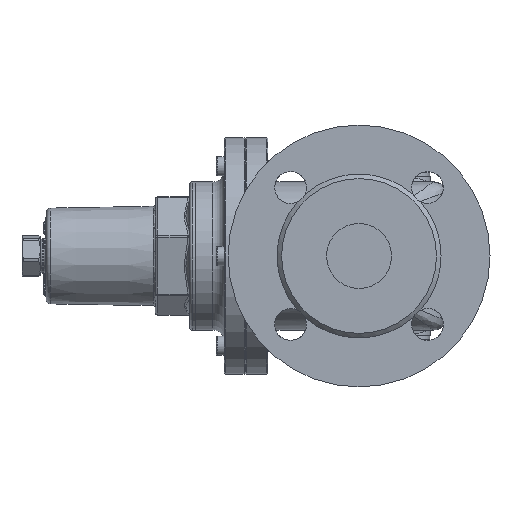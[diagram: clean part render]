
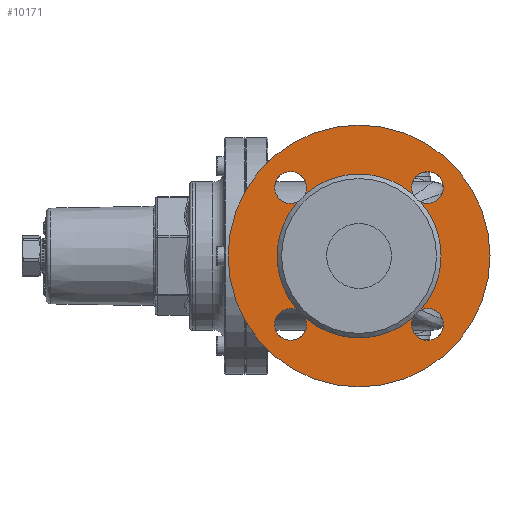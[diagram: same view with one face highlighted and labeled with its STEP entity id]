
A CAD part, left-side view. The second image highlights one B-rep face of the part: STEP entity #10171.
In plain terms, the highlighted planar face has unit normal (-1, 0, 0).
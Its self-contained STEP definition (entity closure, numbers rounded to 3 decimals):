
#1029=FACE_BOUND('',#1945,.T.);
#1100=PLANE('',#10892);
#1317=FACE_OUTER_BOUND('',#1944,.T.);
#1944=EDGE_LOOP('',(#6844));
#1945=EDGE_LOOP('',(#6845,#6846,#6847,#6848,#6849,#6850,#6851,#6852,#6853,
#6854,#6855,#6856,#6857));
#2600=CIRCLE('',#10863,7.);
#2601=CIRCLE('',#10864,7.);
#2602=CIRCLE('',#10866,7.);
#2603=CIRCLE('',#10867,7.);
#2604=CIRCLE('',#10869,7.);
#2605=CIRCLE('',#10870,7.);
#2606=CIRCLE('',#10872,7.);
#2607=CIRCLE('',#10873,7.);
#2609=CIRCLE('',#10876,57.5);
#2616=CIRCLE('',#10886,36.);
#2617=CIRCLE('',#10887,36.);
#2618=CIRCLE('',#10888,36.);
#2620=CIRCLE('',#10890,36.);
#2621=CIRCLE('',#10891,36.);
#3850=VERTEX_POINT('',#15569);
#3851=VERTEX_POINT('',#15570);
#3852=VERTEX_POINT('',#15572);
#3855=VERTEX_POINT('',#15626);
#3856=VERTEX_POINT('',#15627);
#3857=VERTEX_POINT('',#15629);
#3860=VERTEX_POINT('',#15683);
#3861=VERTEX_POINT('',#15684);
#3862=VERTEX_POINT('',#15686);
#3865=VERTEX_POINT('',#15740);
#3866=VERTEX_POINT('',#15741);
#3867=VERTEX_POINT('',#15752);
#3872=VERTEX_POINT('',#15800);
#3880=VERTEX_POINT('',#15889);
#4993=EDGE_CURVE('',#3850,#3851,#2600,.T.);
#4995=EDGE_CURVE('',#3851,#3852,#2601,.T.);
#4999=EDGE_CURVE('',#3855,#3856,#2602,.T.);
#5001=EDGE_CURVE('',#3856,#3857,#2603,.T.);
#5005=EDGE_CURVE('',#3860,#3861,#2604,.T.);
#5007=EDGE_CURVE('',#3861,#3862,#2605,.T.);
#5012=EDGE_CURVE('',#3867,#3865,#2606,.T.);
#5016=EDGE_CURVE('',#3866,#3867,#2607,.T.);
#5019=EDGE_CURVE('',#3872,#3872,#2609,.T.);
#5028=EDGE_CURVE('',#3865,#3850,#2616,.T.);
#5029=EDGE_CURVE('',#3862,#3866,#2617,.T.);
#5030=EDGE_CURVE('',#3880,#3860,#2618,.T.);
#5033=EDGE_CURVE('',#3857,#3880,#2620,.T.);
#5034=EDGE_CURVE('',#3852,#3855,#2621,.T.);
#6844=ORIENTED_EDGE('',*,*,#5019,.F.);
#6845=ORIENTED_EDGE('',*,*,#4993,.T.);
#6846=ORIENTED_EDGE('',*,*,#4995,.T.);
#6847=ORIENTED_EDGE('',*,*,#5034,.T.);
#6848=ORIENTED_EDGE('',*,*,#4999,.T.);
#6849=ORIENTED_EDGE('',*,*,#5001,.T.);
#6850=ORIENTED_EDGE('',*,*,#5033,.T.);
#6851=ORIENTED_EDGE('',*,*,#5030,.T.);
#6852=ORIENTED_EDGE('',*,*,#5005,.T.);
#6853=ORIENTED_EDGE('',*,*,#5007,.T.);
#6854=ORIENTED_EDGE('',*,*,#5029,.T.);
#6855=ORIENTED_EDGE('',*,*,#5016,.T.);
#6856=ORIENTED_EDGE('',*,*,#5012,.T.);
#6857=ORIENTED_EDGE('',*,*,#5028,.T.);
#10171=ADVANCED_FACE('',(#1317,#1029),#1100,.T.);
#10863=AXIS2_PLACEMENT_3D('',#15571,#11864,#11865);
#10864=AXIS2_PLACEMENT_3D('',#15583,#11866,#11867);
#10866=AXIS2_PLACEMENT_3D('',#15628,#11871,#11872);
#10867=AXIS2_PLACEMENT_3D('',#15640,#11873,#11874);
#10869=AXIS2_PLACEMENT_3D('',#15685,#11878,#11879);
#10870=AXIS2_PLACEMENT_3D('',#15697,#11880,#11881);
#10872=AXIS2_PLACEMENT_3D('',#15753,#11885,#11886);
#10873=AXIS2_PLACEMENT_3D('',#15795,#11888,#11889);
#10876=AXIS2_PLACEMENT_3D('',#15802,#11895,#11896);
#10886=AXIS2_PLACEMENT_3D('',#15887,#11915,#11916);
#10887=AXIS2_PLACEMENT_3D('',#15888,#11917,#11918);
#10888=AXIS2_PLACEMENT_3D('',#15890,#11919,#11920);
#10890=AXIS2_PLACEMENT_3D('',#15894,#11924,#11925);
#10891=AXIS2_PLACEMENT_3D('',#15895,#11926,#11927);
#10892=AXIS2_PLACEMENT_3D('',#15896,#11928,#11929);
#11864=DIRECTION('center_axis',(1.,0.,0.));
#11865=DIRECTION('ref_axis',(0.,1.,0.));
#11866=DIRECTION('center_axis',(1.,0.,0.));
#11867=DIRECTION('ref_axis',(0.,1.,0.));
#11871=DIRECTION('center_axis',(1.,0.,0.));
#11872=DIRECTION('ref_axis',(0.,0.,
1.));
#11873=DIRECTION('center_axis',(1.,0.,0.));
#11874=DIRECTION('ref_axis',(0.,0.,
1.));
#11878=DIRECTION('center_axis',(1.,0.,0.));
#11879=DIRECTION('ref_axis',(0.,-1.,0.));
#11880=DIRECTION('center_axis',(1.,0.,0.));
#11881=DIRECTION('ref_axis',(0.,-1.,0.));
#11885=DIRECTION('center_axis',(1.,0.,0.));
#11886=DIRECTION('ref_axis',(0.,0.,
-1.));
#11888=DIRECTION('center_axis',(1.,0.,0.));
#11889=DIRECTION('ref_axis',(0.,0.,
-1.));
#11895=DIRECTION('center_axis',(1.,0.,0.));
#11896=DIRECTION('ref_axis',(0.,0.,
-1.));
#11915=DIRECTION('center_axis',(1.,0.,0.));
#11916=DIRECTION('ref_axis',(0.,0.,
-1.));
#11917=DIRECTION('center_axis',(1.,0.,0.));
#11918=DIRECTION('ref_axis',(0.,0.,
-1.));
#11919=DIRECTION('center_axis',(1.,0.,0.));
#11920=DIRECTION('ref_axis',(0.,0.,
-1.));
#11924=DIRECTION('center_axis',(1.,0.,0.));
#11925=DIRECTION('ref_axis',(0.,0.,
-1.));
#11926=DIRECTION('center_axis',(1.,0.,0.));
#11927=DIRECTION('ref_axis',(0.,0.,
-1.));
#11928=DIRECTION('center_axis',(-1.,0.,0.));
#11929=DIRECTION('ref_axis',(0.,0.,
1.));
#15569=CARTESIAN_POINT('',(-78.,27.09,23.71));
#15570=CARTESIAN_POINT('',(-78.,23.052,30.052));
#15571=CARTESIAN_POINT('Origin',(-78.,30.052,30.052));
#15572=CARTESIAN_POINT('',(-78.,23.71,27.09));
#15583=CARTESIAN_POINT('Origin',(-78.,30.052,30.052));
#15626=CARTESIAN_POINT('',(-78.,-23.71,27.09));
#15627=CARTESIAN_POINT('',(-78.,-30.052,23.052));
#15628=CARTESIAN_POINT('Origin',(-78.,-30.052,30.052));
#15629=CARTESIAN_POINT('',(-78.,-27.09,23.71));
#15640=CARTESIAN_POINT('Origin',(-78.,-30.052,30.052));
#15683=CARTESIAN_POINT('',(-78.,-27.09,-23.71));
#15684=CARTESIAN_POINT('',(-78.,-23.052,-30.052));
#15685=CARTESIAN_POINT('Origin',(-78.,-30.052,-30.052));
#15686=CARTESIAN_POINT('',(-78.,-23.71,-27.09));
#15697=CARTESIAN_POINT('Origin',(-78.,-30.052,-30.052));
#15740=CARTESIAN_POINT('',(-78.,27.09,-23.71));
#15741=CARTESIAN_POINT('',(-78.,23.71,-27.09));
#15752=CARTESIAN_POINT('',(-78.,30.052,-23.052));
#15753=CARTESIAN_POINT('Origin',(-78.,30.052,-30.052));
#15795=CARTESIAN_POINT('Origin',(-78.,30.052,-30.052));
#15800=CARTESIAN_POINT('',(-78.,-57.5,0.));
#15802=CARTESIAN_POINT('Origin',(-78.,0.,0.));
#15887=CARTESIAN_POINT('Origin',(-78.,0.,0.));
#15888=CARTESIAN_POINT('Origin',(-78.,0.,0.));
#15889=CARTESIAN_POINT('',(-78.,-36.,0.));
#15890=CARTESIAN_POINT('Origin',(-78.,0.,0.));
#15894=CARTESIAN_POINT('Origin',(-78.,0.,0.));
#15895=CARTESIAN_POINT('Origin',(-78.,0.,0.));
#15896=CARTESIAN_POINT('Origin',(-78.,57.5,0.));
